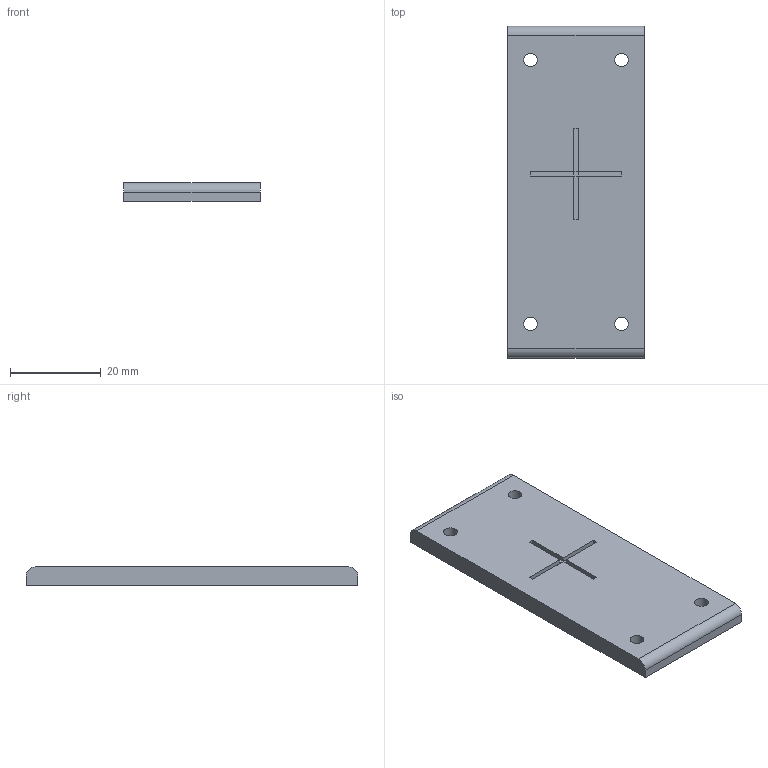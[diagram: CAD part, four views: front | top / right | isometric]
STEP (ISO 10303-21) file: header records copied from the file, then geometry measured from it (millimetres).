
FILE_DESCRIPTION(('FreeCAD Model'),'2;1');
FILE_NAME('payload-plate.step','2020-04-04T11:38:36',('Author'),(''), 'Open CASCADE STEP processor 7.3','FreeCAD','Unknown');
FILE_SCHEMA(('AUTOMOTIVE_DESIGN { 1 0 10303 214 1 1 1 1 }'));
Length unit declared in the file: millimetre
Products named in the file (1): payload-plate-with-screw-holes
Bounding box: 30 x 73 x 4 mm (x, y, z)
Volume: 8556.4 mm3; surface area: 5323.3 mm2
Topology: 1 solids, 1 shells, 29 faces, 70 edges, 44 vertices
Faces by surface type: plane 23, cylinder 6
Full cylindrical faces by diameter (mm): 3 x4
Entity records: 1972 total; most frequent: CARTESIAN_POINT 304, DIRECTION 272, LINE 178, VECTOR 178, ORIENTED_EDGE 140, PCURVE 140, DEFINITIONAL_REPRESENTATION 140, EDGE_CURVE 70
